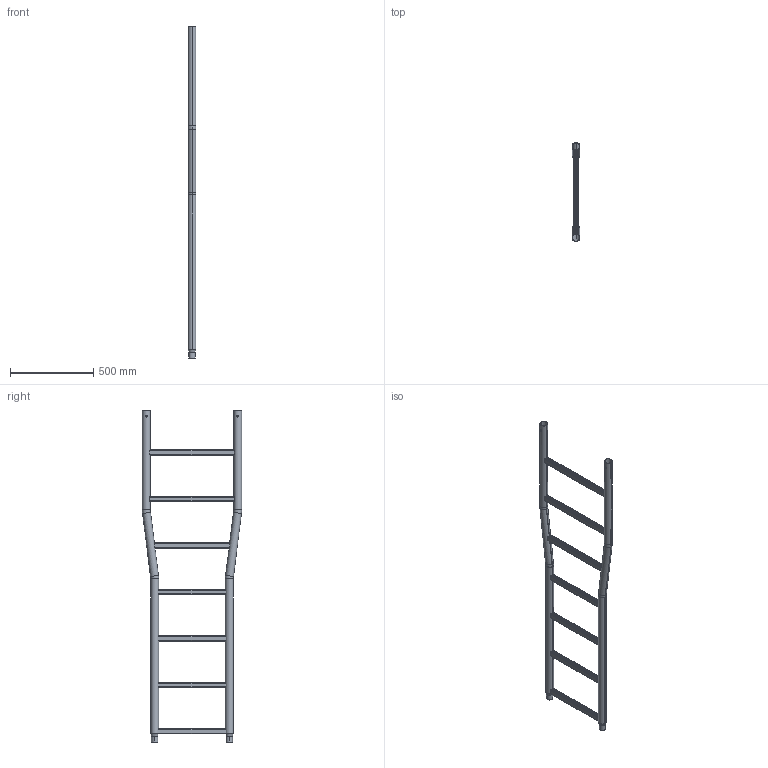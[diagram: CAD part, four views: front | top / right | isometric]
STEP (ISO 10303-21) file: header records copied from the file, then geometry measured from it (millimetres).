
FILE_DESCRIPTION (( 'STEP AP203' ), '1' );
FILE_NAME ('6290050007.STEP', '2024-04-24T11:32:11', ( '' ), ( '' ), 'SwSTEP 2.0', 'SolidWorks 2022', '' );
FILE_SCHEMA (( 'CONFIG_CONTROL_DESIGN' ));
Length unit declared in the file: metre
Products named in the file (1): 6290050007
Bounding box: 48 x 598 x 1999.96 mm (x, y, z)
Volume: 1589129.1 mm3; surface area: 1851270.1 mm2
Topology: 9 solids, 9 shells, 530 faces, 1538 edges, 1012 vertices
Faces by surface type: cylinder 306, plane 200, torus 16, cone 8
Entity records: 18159 total; most frequent: CARTESIAN_POINT 5653, ORIENTED_EDGE 3076, DIRECTION 2084, EDGE_CURVE 1538, VERTEX_POINT 1012, VECTOR 846, LINE 846, AXIS2_PLACEMENT_3D 619
